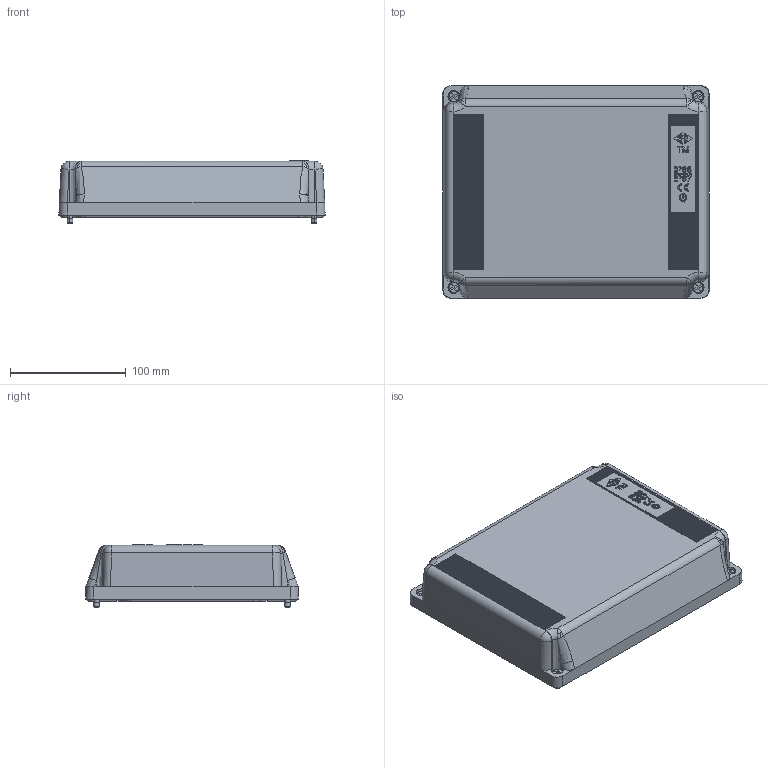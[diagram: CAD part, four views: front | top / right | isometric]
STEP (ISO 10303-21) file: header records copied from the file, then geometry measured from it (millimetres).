
FILE_DESCRIPTION(('Creo Elements/Direct Modeling STEP Export'),'2;1');
FILE_NAME('0ln7uvk5apkud543888','2021-05-19T 9:57:41',(''),(''),'Creo Elements/Direct Modeling STEP processor for AP214 (Solid Model)','Creo Elements/Direct Modeling 20.1B 02-Apr-2019 (C) Parametric Technology GmbH','');
FILE_SCHEMA(('AUTOMOTIVE_DESIGN { 1 0 10303 214 1 1 1 1 }'));
Length unit declared in the file: millimetre
Products named in the file (2): 39050_coperchioTM2318P2
Assembly tree (1 placements, depth 2):
  39050_coperchioTM2318P2
    39050_coperchioTM2318P2
Bounding box: 230 x 184 x 53.9 mm (x, y, z)
Volume: 433071.1 mm3; surface area: 147093 mm2
Topology: 1 solids, 1 shells, 1083 faces, 2853 edges, 1874 vertices
Faces by surface type: plane 882, cylinder 133, torus 28, bspline 20, cone 16, sphere 4
Entity records: 42748 total; most frequent: CARTESIAN_POINT 7922, ORIENTED_EDGE 5698, DIRECTION 4881, EDGE_CURVE 2849, VECTOR 2403, LINE 2403, VERTEX_POINT 1874, AXIS2_PLACEMENT_3D 1239
